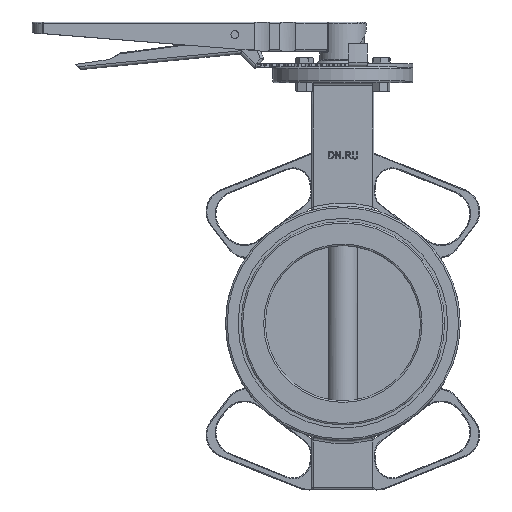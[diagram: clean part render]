
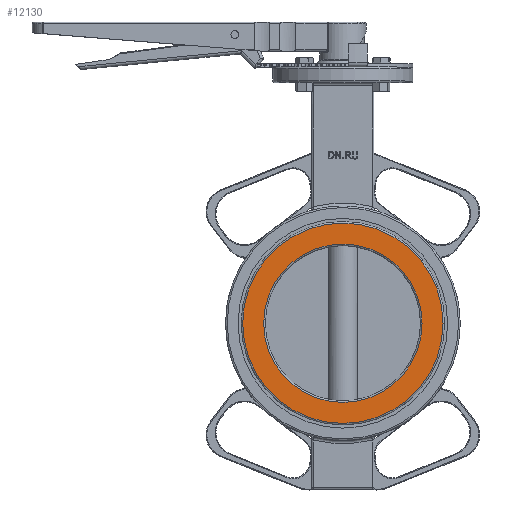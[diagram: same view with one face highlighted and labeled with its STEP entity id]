
A CAD part, top view. The second image highlights one B-rep face of the part: STEP entity #12130.
In plain terms, the highlighted planar face has unit normal (0, 0, 1).
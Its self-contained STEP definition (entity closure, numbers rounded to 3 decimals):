
#196=FACE_BOUND('',#1701,.T.);
#429=PLANE('',#13327);
#993=FACE_OUTER_BOUND('',#1700,.T.);
#1700=EDGE_LOOP('',(#9007));
#1701=EDGE_LOOP('',(#9008));
#4332=CIRCLE('',#13323,51.);
#4336=CIRCLE('',#13328,64.5);
#5158=VERTEX_POINT('',#20543);
#5161=VERTEX_POINT('',#20551);
#6555=EDGE_CURVE('',#5158,#5158,#4332,.T.);
#6559=EDGE_CURVE('',#5161,#5161,#4336,.T.);
#9007=ORIENTED_EDGE('',*,*,#6559,.F.);
#9008=ORIENTED_EDGE('',*,*,#6555,.F.);
#12130=ADVANCED_FACE('',(#993,#196),#429,.T.);
#13323=AXIS2_PLACEMENT_3D('',#20544,#15667,#15668);
#13327=AXIS2_PLACEMENT_3D('',#20550,#15675,#15676);
#13328=AXIS2_PLACEMENT_3D('',#20552,#15677,#15678);
#15667=DIRECTION('center_axis',(0.,0.,1.));
#15668=DIRECTION('ref_axis',(-1.,0.,0.));
#15675=DIRECTION('center_axis',(0.,0.,1.));
#15676=DIRECTION('ref_axis',(1.,0.,0.));
#15677=DIRECTION('center_axis',(0.,0.,-1.));
#15678=DIRECTION('ref_axis',(-1.,0.,0.));
#20543=CARTESIAN_POINT('',(51.,0.,27.));
#20544=CARTESIAN_POINT('Origin',(0.,0.,27.));
#20550=CARTESIAN_POINT('Origin',(0.,0.,27.));
#20551=CARTESIAN_POINT('',(-64.5,0.,27.));
#20552=CARTESIAN_POINT('Origin',(0.,0.,27.));
